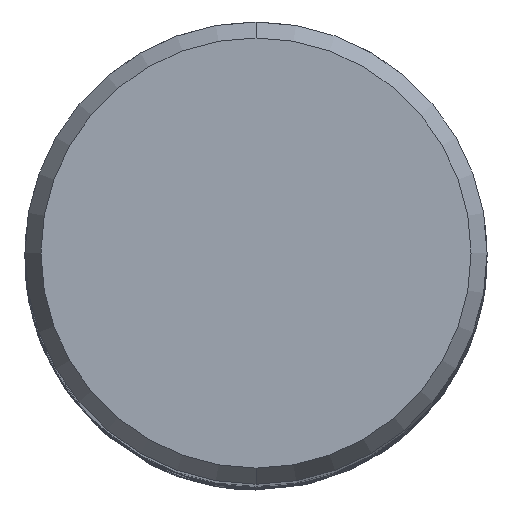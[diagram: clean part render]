
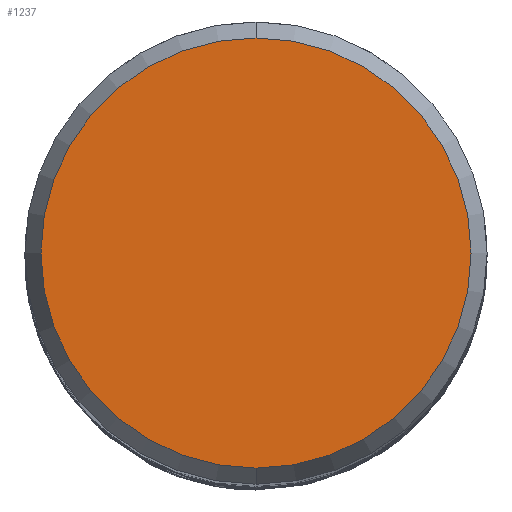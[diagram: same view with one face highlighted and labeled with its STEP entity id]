
A CAD part, top view. The second image highlights one B-rep face of the part: STEP entity #1237.
In plain terms, the highlighted planar face has unit normal (0, 0, 1).
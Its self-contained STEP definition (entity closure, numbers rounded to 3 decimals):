
#1237=ADVANCED_FACE('',(#3386),#3387,.T.);
#1541=EDGE_CURVE('',#2371,#1921,#3712,.T.);
#1921=VERTEX_POINT('',#4132);
#2371=VERTEX_POINT('',#4616);
#2437=EDGE_CURVE('',#1921,#2371,#4691,.T.);
#3386=FACE_OUTER_BOUND('',#7013,.T.);
#3387=PLANE('',#7014);
#3712=CIRCLE('',#12229,9.307);
#4132=CARTESIAN_POINT('',(0.0,9.307,0.0));
#4616=CARTESIAN_POINT('',(0.,-9.307,0.0));
#4691=CIRCLE('',#25678,9.307);
#7013=EDGE_LOOP('',(#37025,#37026));
#7014=AXIS2_PLACEMENT_3D('',#37027,#37028,#37029);
#12229=AXIS2_PLACEMENT_3D('',#37319,#37320,#37321);
#25678=AXIS2_PLACEMENT_3D('',#38438,#38439,#38440);
#37025=ORIENTED_EDGE('',*,*,#2437,.F.);
#37026=ORIENTED_EDGE('',*,*,#1541,.F.);
#37027=CARTESIAN_POINT('',(0.0,4.654,0.0));
#37028=DIRECTION('',(-0.0,0.0,1.0));
#37029=DIRECTION('',(0.0,-1.0,0.0));
#37319=CARTESIAN_POINT('',(0.0,0.0,0.0));
#37320=DIRECTION('',(0.0,0.0,-1.0));
#37321=DIRECTION('',(0.0,1.0,0.0));
#38438=CARTESIAN_POINT('',(0.0,0.0,0.0));
#38439=DIRECTION('',(0.0,0.0,-1.0));
#38440=DIRECTION('',(0.0,1.0,0.0));
